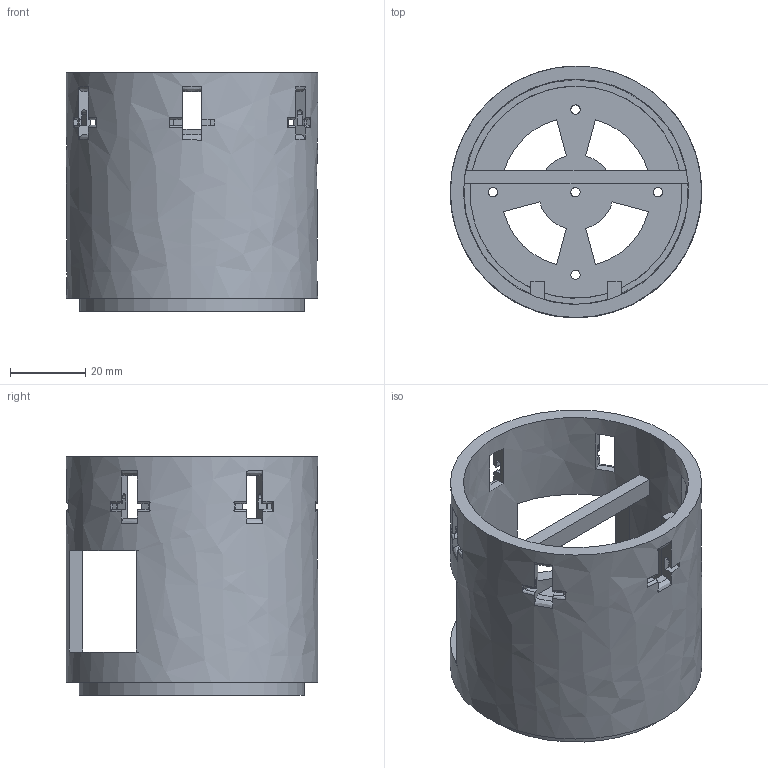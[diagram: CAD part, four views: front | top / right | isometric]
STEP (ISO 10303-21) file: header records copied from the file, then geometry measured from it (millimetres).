
FILE_DESCRIPTION(/* description */ (''),/* implementation_level */ '2;1');
FILE_NAME(/* name */ 'Tail.step',/* time_stamp */ '2018-03-30T19:52:38+05:00',/* author */ (''),/* organization */ (''),/* preprocessor_version */ 'ST-DEVELOPER v16.13',/* originating_system */ 'Autodesk Translation Framework v6.5.0.72',/* authorisation */ '');
FILE_SCHEMA (('AUTOMOTIVE_DESIGN { 1 0 10303 214 3 1 1 }'));
Length unit declared in the file: millimetre
Products named in the file (1): FusionComponent
Bounding box: 66.94 x 66.99 x 63.5 mm (x, y, z)
Volume: 45763.3 mm3; surface area: 31398.9 mm2
Topology: 1 solids, 1 shells, 223 faces, 654 edges, 436 vertices
Faces by surface type: plane 160, bspline 43, cylinder 20
Entity records: 9336 total; most frequent: CARTESIAN_POINT 3592, ORIENTED_EDGE 1308, DIRECTION 991, EDGE_CURVE 654, VERTEX_POINT 436, LINE 389, VECTOR 389, AXIS2_PLACEMENT_3D 301
